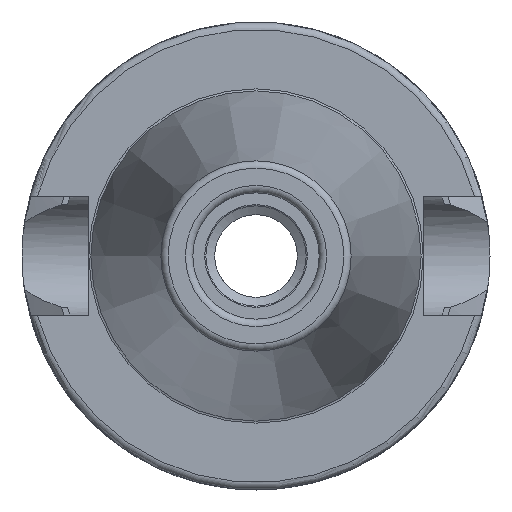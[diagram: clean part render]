
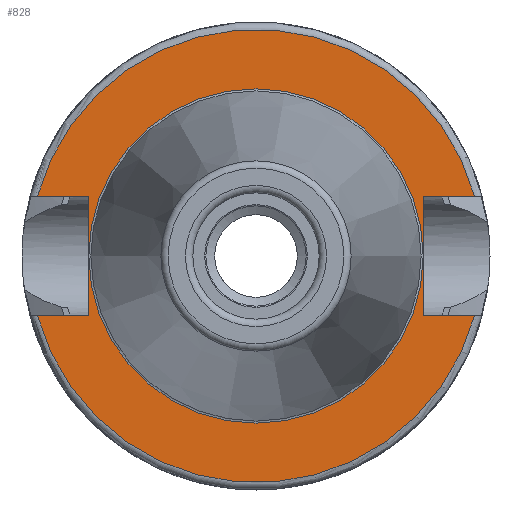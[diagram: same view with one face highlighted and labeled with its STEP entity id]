
A CAD part, left-side view. The second image highlights one B-rep face of the part: STEP entity #828.
In plain terms, the highlighted planar face has unit normal (-1, 0, 0).
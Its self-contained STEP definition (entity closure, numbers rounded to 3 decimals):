
#29=PLANE('',#939);
#56=FACE_BOUND('',#217,.T.);
#86=CIRCLE('',#916,30.5);
#98=CIRCLE('',#938,22.5);
#99=CIRCLE('',#940,30.5);
#163=FACE_OUTER_BOUND('',#216,.T.);
#216=EDGE_LOOP('',(#730,#731,#732,#733,#734,#735,#736,#737));
#217=EDGE_LOOP('',(#738));
#268=LINE('',#1557,#314);
#272=LINE('',#1565,#318);
#275=LINE('',#1585,#321);
#286=LINE('',#1685,#332);
#289=LINE('',#1706,#335);
#291=LINE('',#1709,#337);
#314=VECTOR('',#1047,10.);
#318=VECTOR('',#1053,10.);
#321=VECTOR('',#1058,10.);
#332=VECTOR('',#1113,10.);
#335=VECTOR('',#1118,10.);
#337=VECTOR('',#1122,10.);
#377=VERTEX_POINT('',#1545);
#378=VERTEX_POINT('',#1556);
#380=VERTEX_POINT('',#1562);
#381=VERTEX_POINT('',#1564);
#396=VERTEX_POINT('',#1645);
#403=VERTEX_POINT('',#1682);
#404=VERTEX_POINT('',#1684);
#408=VERTEX_POINT('',#1705);
#416=VERTEX_POINT('',#1735);
#468=EDGE_CURVE('',#378,#377,#268,.T.);
#472=EDGE_CURVE('',#381,#380,#272,.T.);
#477=EDGE_CURVE('',#380,#378,#275,.T.);
#497=EDGE_CURVE('',#381,#396,#86,.T.);
#507=EDGE_CURVE('',#404,#403,#286,.T.);
#512=EDGE_CURVE('',#408,#396,#289,.T.);
#514=EDGE_CURVE('',#403,#408,#291,.T.);
#528=EDGE_CURVE('',#416,#416,#98,.T.);
#529=EDGE_CURVE('',#404,#377,#99,.T.);
#730=ORIENTED_EDGE('',*,*,#468,.T.);
#731=ORIENTED_EDGE('',*,*,#529,.F.);
#732=ORIENTED_EDGE('',*,*,#507,.T.);
#733=ORIENTED_EDGE('',*,*,#514,.T.);
#734=ORIENTED_EDGE('',*,*,#512,.T.);
#735=ORIENTED_EDGE('',*,*,#497,.F.);
#736=ORIENTED_EDGE('',*,*,#472,.T.);
#737=ORIENTED_EDGE('',*,*,#477,.T.);
#738=ORIENTED_EDGE('',*,*,#528,.T.);
#828=ADVANCED_FACE('',(#163,#56),#29,.T.);
#916=AXIS2_PLACEMENT_3D('',#1646,#1100,#1101);
#938=AXIS2_PLACEMENT_3D('',#1737,#1158,#1159);
#939=AXIS2_PLACEMENT_3D('',#1738,#1160,#1161);
#940=AXIS2_PLACEMENT_3D('',#1739,#1162,#1163);
#1047=DIRECTION('',(0.,-1.,0.));
#1053=DIRECTION('',(0.,1.,0.));
#1058=DIRECTION('',(0.,0.,1.));
#1100=DIRECTION('center_axis',(1.,0.,0.));
#1101=DIRECTION('ref_axis',(0.,0.,-1.));
#1113=DIRECTION('',(0.,-1.,0.));
#1118=DIRECTION('',(0.,1.,0.));
#1122=DIRECTION('',(0.,0.,-1.));
#1158=DIRECTION('center_axis',(1.,0.,0.));
#1159=DIRECTION('ref_axis',(0.,0.,-1.));
#1160=DIRECTION('center_axis',(-1.,0.,0.));
#1161=DIRECTION('ref_axis',(0.,0.,1.));
#1162=DIRECTION('center_axis',(1.,0.,0.));
#1163=DIRECTION('ref_axis',(0.,0.,-1.));
#1545=CARTESIAN_POINT('',(2.,-29.418,8.05));
#1556=CARTESIAN_POINT('',(2.,-22.6,8.05));
#1557=CARTESIAN_POINT('',(2.,3.95,8.05));
#1562=CARTESIAN_POINT('',(2.,-22.6,-8.05));
#1564=CARTESIAN_POINT('',(2.,-29.418,-8.05));
#1565=CARTESIAN_POINT('',(2.,3.95,-8.05));
#1585=CARTESIAN_POINT('',(2.,-22.6,0.));
#1645=CARTESIAN_POINT('',(2.,29.418,-8.05));
#1646=CARTESIAN_POINT('Origin',(2.,0.,0.));
#1682=CARTESIAN_POINT('',(2.,22.6,8.05));
#1684=CARTESIAN_POINT('',(2.,29.418,8.05));
#1685=CARTESIAN_POINT('',(2.,26.55,8.05));
#1705=CARTESIAN_POINT('',(2.,22.6,-8.05));
#1706=CARTESIAN_POINT('',(2.,26.55,-8.05));
#1709=CARTESIAN_POINT('',(2.,22.6,0.));
#1735=CARTESIAN_POINT('',(2.,0.,22.5));
#1737=CARTESIAN_POINT('Origin',(2.,0.,0.));
#1738=CARTESIAN_POINT('Origin',(2.,30.5,0.));
#1739=CARTESIAN_POINT('Origin',(2.,0.,0.));
